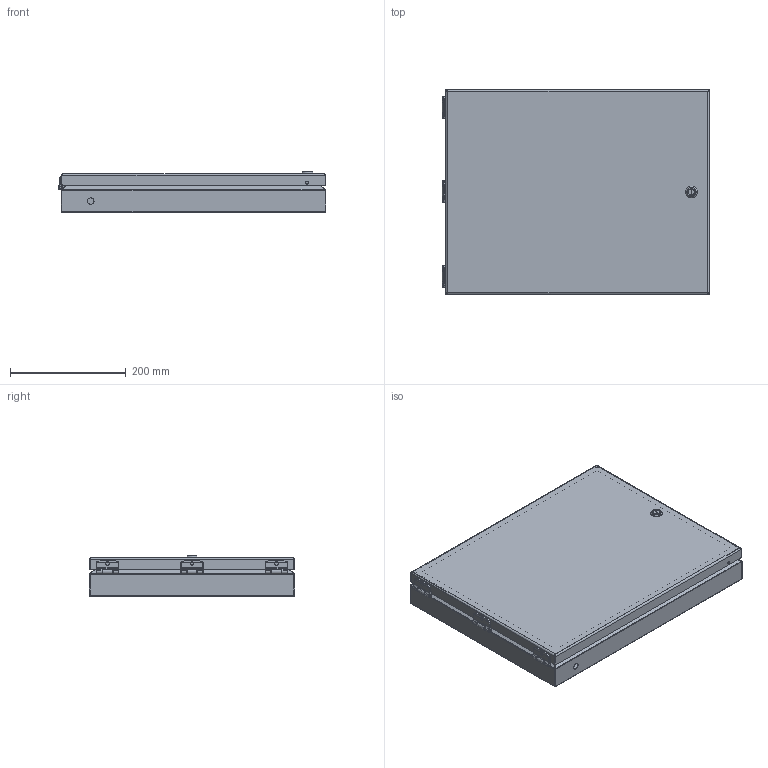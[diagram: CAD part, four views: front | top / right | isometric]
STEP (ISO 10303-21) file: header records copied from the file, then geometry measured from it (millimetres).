
FILE_DESCRIPTION (( 'STEP AP214' ), '1' );
FILE_NAME ('SCE-HA1418.STEP', '2021-08-12T10:10:32', ( '' ), ( '' ), 'SwSTEP 2.0', 'SolidWorks 2021', '' );
FILE_SCHEMA (( 'AUTOMOTIVE_DESIGN' ));
Length unit declared in the file: inch
Products named in the file (1): SCE-HA1418
Bounding box: 462.8 x 355.6 x 69.4 mm (x, y, z)
Volume: 587130 mm3; surface area: 730378.4 mm2
Topology: 30 solids, 33 shells, 1569 faces, 3786 edges, 2285 vertices
Faces by surface type: plane 595, bspline 548, cylinder 381, cone 23, torus 22
Full cylindrical faces by diameter (mm): 0.508 x3, 2.54 x3, 3.962 x3, 4.013 x9, 4.064 x12, 4.572 x3, 4.775 x2, 4.826 x1, 5.08 x1, 6.02 x6, 6.058 x1, 6.463 x1, 6.604 x3, 6.756 x3, 6.824 x1, 7.167 x1, 7.216 x6, 7.874 x1, 8.28 x1, 8.89 x1, 10.922 x1, 11.176 x1, 11.684 x1, 12.065 x1, 12.256 x6, 16.002 x1, 20.018 x1
Entity records: 84463 total; most frequent: CARTESIAN_POINT 32812, ORIENTED_EDGE 7200, DIRECTION 4987, EDGE_CURVE 3600, VERTEX_POINT 2240, AXIS2_PLACEMENT_3D 1979, EDGE_LOOP 1778, FACE_OUTER_BOUND 1674
